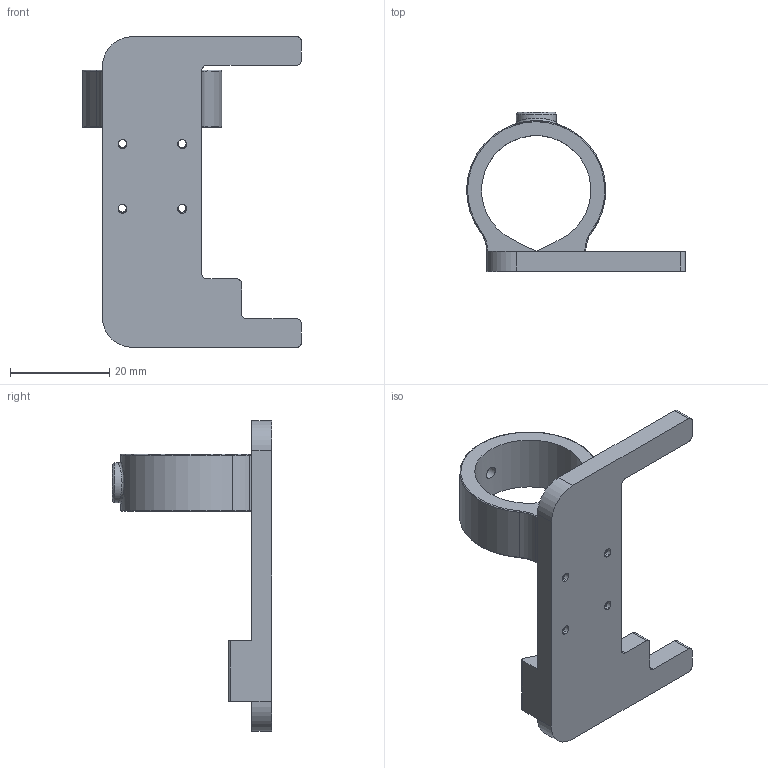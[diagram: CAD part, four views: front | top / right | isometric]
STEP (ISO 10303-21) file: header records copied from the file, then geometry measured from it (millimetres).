
FILE_DESCRIPTION(/* description */ (''),/* implementation_level */ '2;1');
FILE_NAME(/* name */ 'ULTIMATE_Carriage_Pen_Mount_Holder v2.step',/* time_stamp */ '2023-09-01T09:40:29+01:00',/* author */ (''),/* organization */ (''),/* preprocessor_version */ 'ST-DEVELOPER v20',/* originating_system */ 'Autodesk Translation Framework v12.9.0.99',/* authorisation */ '');
FILE_SCHEMA (('AUTOMOTIVE_DESIGN { 1 0 10303 214 3 1 1 }'));
Length unit declared in the file: millimetre
Products named in the file (1): ULTIMATE_Carriage_Pen_Mount_Holder
Bounding box: 43.99 x 32 x 62.5 mm (x, y, z)
Volume: 9306.2 mm3; surface area: 6216.8 mm2
Topology: 1 solids, 1 shells, 125 faces, 344 edges, 220 vertices
Faces by surface type: cylinder 66, plane 31, bspline 17, torus 7, cone 4
Full cylindrical faces by diameter (mm): 1.623 x8, 2.074 x8, 2.529 x1, 8 x1
Entity records: 7016 total; most frequent: CARTESIAN_POINT 3984, ORIENTED_EDGE 688, DIRECTION 537, EDGE_CURVE 344, VERTEX_POINT 220, AXIS2_PLACEMENT_3D 197, LINE 143, VECTOR 143
